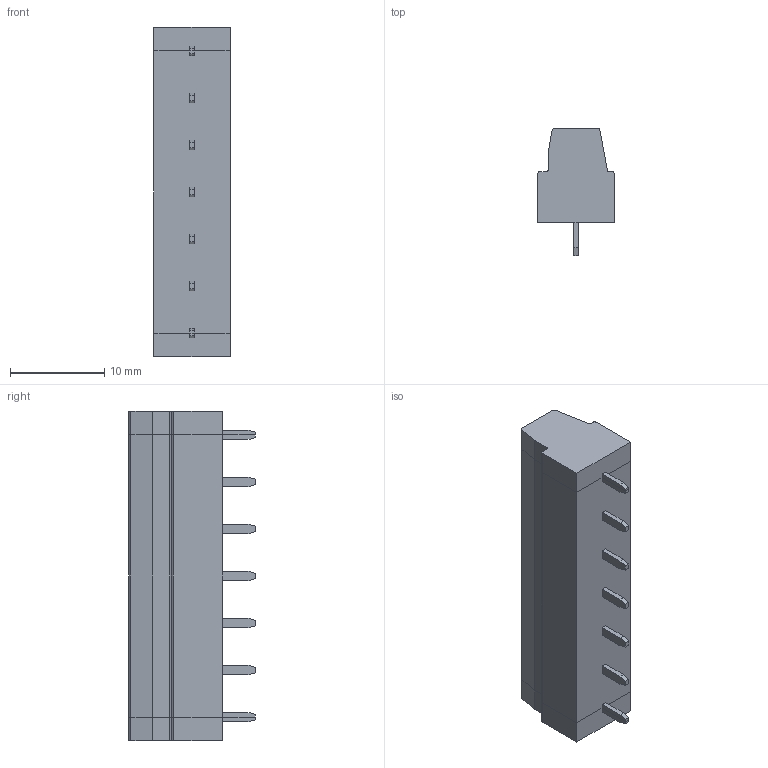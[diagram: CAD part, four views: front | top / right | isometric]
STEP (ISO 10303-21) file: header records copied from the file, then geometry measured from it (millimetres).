
FILE_DESCRIPTION(('FreeCAD Model'),'2;1');
FILE_NAME('Open CASCADE Shape Model','2024-07-25T15:49:32',('Author'),( ''),'Open CASCADE STEP processor 7.6','FreeCAD','Unknown');
FILE_SCHEMA(('AUTOMOTIVE_DESIGN { 1 0 10303 214 1 1 1 1 }'));
Length unit declared in the file: millimetre
Products named in the file (4): 691241710007_1; SOLID; SOLID001; SOLID002
Assembly tree (3 placements, depth 2):
  691241710007_1
    SOLID
    SOLID001
    SOLID002
Bounding box: 8.1 x 13.5 x 35 mm (x, y, z)
Volume: 2058.3 mm3; surface area: 2205.8 mm2
Topology: 3 solids, 3 shells, 324 faces, 866 edges, 568 vertices
Faces by surface type: plane 292, cylinder 32
Entity records: 10030 total; most frequent: CARTESIAN_POINT 1762, ORIENTED_EDGE 1732, DIRECTION 1614, EDGE_CURVE 866, LINE 774, VECTOR 774, VERTEX_POINT 568, AXIS2_PLACEMENT_3D 420
